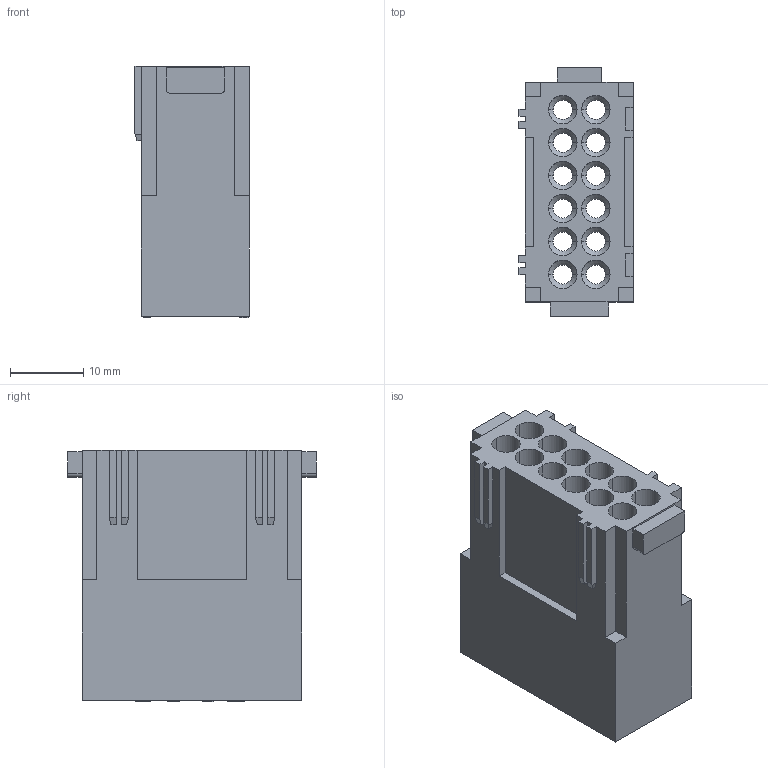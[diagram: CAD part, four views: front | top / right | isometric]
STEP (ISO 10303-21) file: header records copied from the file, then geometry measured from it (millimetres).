
FILE_DESCRIPTION(('Creo Elements/Direct Modeling STEP Export'),'2;1');
FILE_NAME('0lndrr04d35jcuk344','2017-10-06T11:13:39',(''),(''),'PTC Creo Elements/Direct Modeling STEP processor for AP214 (Solid Model)','PTC Creo Elements/Direct Modeling 19.0B 21-Mar-2015 (C) Parametric Technology GmbH','');
FILE_SCHEMA(('AUTOMOTIVE_DESIGN { 1 0 10303 214 1 1 1 1 }'));
Length unit declared in the file: millimetre
Products named in the file (2): CX_12_DM
Assembly tree (1 placements, depth 2):
  CX_12_DM
    CX_12_DM
Bounding box: 15.6 x 34 x 34.4 mm (x, y, z)
Volume: 7768.3 mm3; surface area: 7909.8 mm2
Topology: 1 solids, 1 shells, 665 faces, 1907 edges, 1278 vertices
Faces by surface type: plane 547, cylinder 86, cone 30, bspline 2
Entity records: 21225 total; most frequent: CARTESIAN_POINT 3919, ORIENTED_EDGE 3814, DIRECTION 3147, EDGE_CURVE 1907, VECTOR 1629, LINE 1629, VERTEX_POINT 1278, AXIS2_PLACEMENT_3D 759
